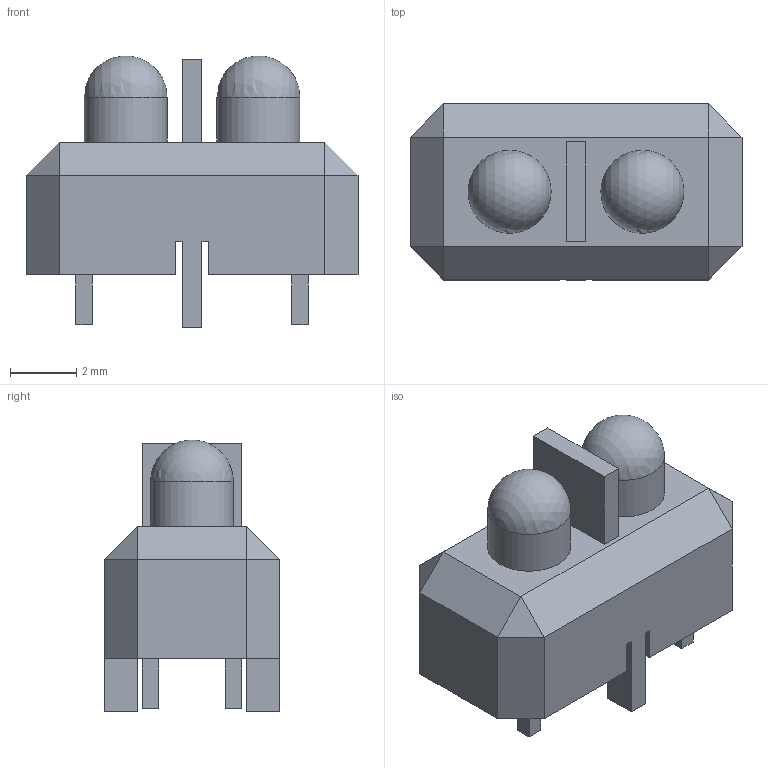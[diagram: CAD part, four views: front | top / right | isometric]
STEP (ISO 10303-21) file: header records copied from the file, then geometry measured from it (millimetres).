
FILE_DESCRIPTION(('FreeCAD Model'),'2;1');
FILE_NAME('Component_IR.step', '2014-10-05T21:17:54',('FreeCAD'),('FreeCAD'), 'Open CASCADE STEP processor 6.7','FreeCAD','Unknown');
FILE_SCHEMA(('AUTOMOTIVE_DESIGN_CC2 { 1 2 10303 214 -1 1 5 4 }'));
Length unit declared in the file: millimetre
Products named in the file (1): ComponentIR
Bounding box: 10 x 5.3 x 8.19 mm (x, y, z)
Volume: 218.6 mm3; surface area: 289.3 mm2
Topology: 1 solids, 1 shells, 59 faces, 146 edges, 92 vertices
Faces by surface type: plane 55, cylinder 2, sphere 2
Full cylindrical faces by diameter (mm): 2.5 x2
Entity records: 3902 total; most frequent: CARTESIAN_POINT 630, DIRECTION 502, LINE 364, VECTOR 364, ORIENTED_EDGE 284, PCURVE 284, DEFINITIONAL_REPRESENTATION 284, EDGE_CURVE 142
